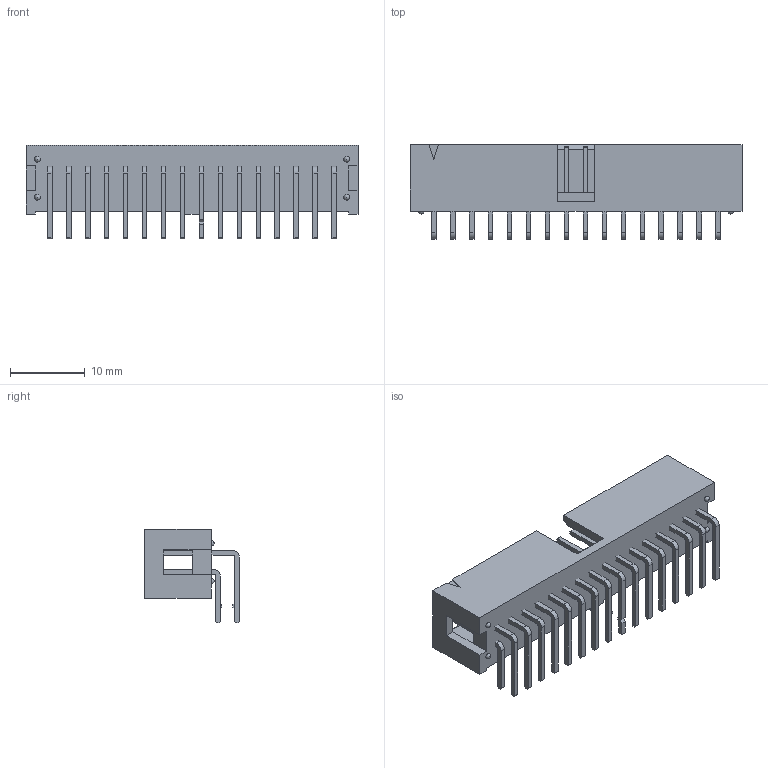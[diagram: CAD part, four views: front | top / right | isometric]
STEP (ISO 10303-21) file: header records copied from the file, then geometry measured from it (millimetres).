
FILE_DESCRIPTION(/* description */ ('STEP AP214'),/* implementation_level */ '2;1');
FILE_NAME(/* name */ 'HTSS-116-04-L-D-LA',/* time_stamp */ '2024-04-23T22:39:50+02:00',/* author */ ('License CC BY-ND 4.0'),/* organization */ ('CADENAS'),/* preprocessor_version */ 'ST-DEVELOPER v19.3',/* originating_system */ 'PARTsolutions',/* authorisation */ ' ');
FILE_SCHEMA (('AUTOMOTIVE_DESIGN {1 0 10303 214 3 1 1}'));
Length unit declared in the file: inch
Products named in the file (4): HTSS-116-04-L-D-LA; HTSS-116-04-D_header; T-1S6-16-04-D-L-LA_HTSS; T-1S6-16-04-D-L-LA2_HTSS
Assembly tree (3 placements, depth 2):
  HTSS-116-04-L-D-LA
    HTSS-116-04-D_header
    T-1S6-16-04-D-L-LA_HTSS
    T-1S6-16-04-D-L-LA2_HTSS
Bounding box: 44.45 x 12.64 x 12.57 mm (x, y, z)
Volume: 2034.8 mm3; surface area: 4289 mm2
Topology: 3 solids, 3 shells, 574 faces, 1710 edges, 1138 vertices
Faces by surface type: plane 506, cylinder 64, sphere 4
Entity records: 18999 total; most frequent: CARTESIAN_POINT 3406, ORIENTED_EDGE 3396, DIRECTION 2986, EDGE_CURVE 1698, LINE 1566, VECTOR 1566, VERTEX_POINT 1130, AXIS2_PLACEMENT_3D 710
